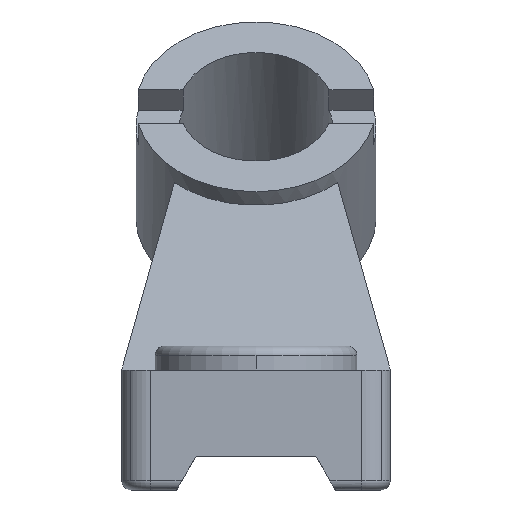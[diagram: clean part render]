
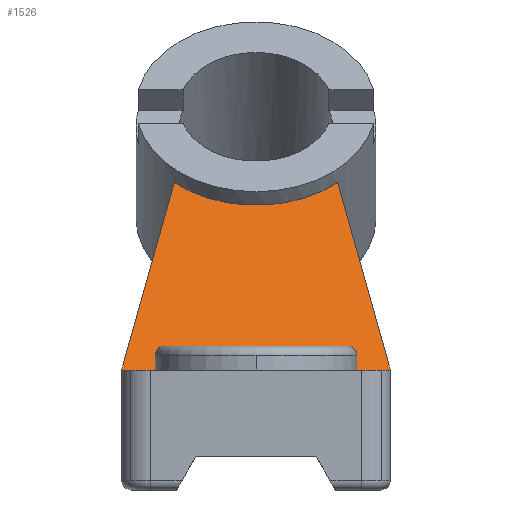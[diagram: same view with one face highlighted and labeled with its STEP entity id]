
A CAD part, front view. The second image highlights one B-rep face of the part: STEP entity #1526.
In plain terms, the highlighted planar face has unit normal (0, -0.707, 0.707).
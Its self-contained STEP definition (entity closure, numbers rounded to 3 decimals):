
#874=CARTESIAN_POINT('POINT62',(48.414,
   -13.263,4.414));
#875=VERTEX_POINT('VERTEX62',#874);
#884=CARTESIAN_POINT('POINT64',(47.,-12.678,5.));
#885=VERTEX_POINT('VERTEX64',#884);
#886=CARTESIAN_POINT('POS93',(47.,-14.678,3.));
#887=DIRECTION('DIR144',(0.,0.707,
   -0.707));
#888=DIRECTION('DIR145',(0.,0.707,
   0.707));
#889=AXIS2_PLACEMENT_3D('AXIS52',#886,#887,#888);
#890=ELLIPSE('ELLIPSE31',#889,2.828,2.);
#891=EDGE_CURVE('EDGE91',#885,#875,#890,.T.);
#924=CARTESIAN_POINT('POINT67',(9.,-12.678,5.));
#925=VERTEX_POINT('VERTEX67',#924);
#940=CARTESIAN_POINT('POS99',(17.5,-12.678,5.));
#941=DIRECTION('DIR154',(1.,0.,0.));
#942=VECTOR('VEC44',#941,1.);
#943=LINE('STRAIGHT44',#940,#942);
#944=EDGE_CURVE('EDGE96',#925,#885,#943,.T.);
#956=CARTESIAN_POINT('POINT69',(7.586,
   -13.263,4.414));
#957=VERTEX_POINT('VERTEX69',#956);
#972=CARTESIAN_POINT('POS103',(9.,-14.678,3.));
#973=DIRECTION('DIR160',(0.,0.707,
   -0.707));
#974=DIRECTION('DIR161',(0.,0.707,
   0.707));
#975=AXIS2_PLACEMENT_3D('AXIS58',#972,#973,#974);
#976=ELLIPSE('ELLIPSE35',#975,2.828,2.);
#977=EDGE_CURVE('EDGE99',#957,#925,#976,.T.);
#997=CARTESIAN_POINT('POINT70',(11.,21.361,
   39.039));
#998=VERTEX_POINT('VERTEX70',#997);
#1005=CARTESIAN_POINT('POINT71',(45.,21.361,
   39.039));
#1006=VERTEX_POINT('VERTEX71',#1005);
#1007=CARTESIAN_POINT('POS106',(28.,34.322,
   52.));
#1008=DIRECTION('DIR165',(0.,0.707,
   -0.707));
#1009=DIRECTION('DIR166',(1.,0.,0.));
#1010=AXIS2_PLACEMENT_3D('AXIS60',#1007,#1008,#1009);
#1011=CIRCLE('ELLIPSE36',#1010,25.);
#1012=EDGE_CURVE('EDGE101',#1006,#998,#1011,.T.);
#1026=CARTESIAN_POINT('POINT72',(56.,-17.678,0.));
#1027=VERTEX_POINT('VERTEX72',#1026);
#1028=CARTESIAN_POINT('POS108',(56.,-17.678,0.));
#1029=DIRECTION('DIR168',(-0.195,0.693,
   0.693));
#1030=VECTOR('VEC48',#1029,1.);
#1031=LINE('STRAIGHT48',#1028,#1030);
#1032=EDGE_CURVE('EDGE103',#1027,#1006,#1031,.T.);
#1049=CARTESIAN_POINT('POINT73',(7.,-14.678,3.));
#1050=VERTEX_POINT('VERTEX73',#1049);
#1051=EDGE_CURVE('EDGE105',#1050,#957,#976,.T.);
#1110=CARTESIAN_POINT('POINT77',(49.,-14.678,3.));
#1111=VERTEX_POINT('VERTEX77',#1110);
#1118=EDGE_CURVE('EDGE112',#875,#1111,#890,.T.);
#1384=CARTESIAN_POINT('POINT95',(0.,-17.678,0.));
#1385=VERTEX_POINT('VERTEX95',#1384);
#1392=CARTESIAN_POINT('POS147',(11.,21.361,
   39.039));
#1393=DIRECTION('DIR224',(-0.195,-0.693,
   -0.693));
#1394=VECTOR('VEC70',#1393,1.);
#1395=LINE('STRAIGHT70',#1392,#1394);
#1396=EDGE_CURVE('EDGE141',#998,#1385,#1395,.T.);
#1487=CARTESIAN_POINT('POINT100',(49.,-17.678,0.));
#1488=VERTEX_POINT('VERTEX100',#1487);
#1489=CARTESIAN_POINT('POS157',(49.,-1.499,
   16.179));
#1490=DIRECTION('DIR238',(0.,-0.707,
   -0.707));
#1491=VECTOR('VEC76',#1490,1.);
#1492=LINE('STRAIGHT76',#1489,#1491);
#1493=EDGE_CURVE('EDGE150',#1111,#1488,#1492,.T.);
#1494=ORIENTED_EDGE('COEDGE270',*,*,#1493,.T.);
#1495=CARTESIAN_POINT('POS158',(14.,-17.678,0.));
#1496=DIRECTION('DIR239',(-1.,0.,0.));
#1497=VECTOR('VEC77',#1496,1.);
#1498=LINE('STRAIGHT77',#1495,#1497);
#1499=EDGE_CURVE('EDGE151',#1027,#1488,#1498,.T.);
#1500=ORIENTED_EDGE('COEDGE271',*,*,#1499,.F.);
#1501=ORIENTED_EDGE('COEDGE272',*,*,#1032,.T.);
#1502=ORIENTED_EDGE('COEDGE273',*,*,#1012,.T.);
#1503=ORIENTED_EDGE('COEDGE274',*,*,#1396,.T.);
#1504=CARTESIAN_POINT('POINT101',(7.,-17.678,0.));
#1505=VERTEX_POINT('VERTEX101',#1504);
#1506=EDGE_CURVE('EDGE152',#1505,#1385,#1498,.T.);
#1507=ORIENTED_EDGE('COEDGE275',*,*,#1506,.F.);
#1508=CARTESIAN_POINT('POS159',(7.,-14.918,
   2.76));
#1509=DIRECTION('DIR240',(0.,0.707,
   0.707));
#1510=VECTOR('VEC78',#1509,1.);
#1511=LINE('STRAIGHT78',#1508,#1510);
#1512=EDGE_CURVE('EDGE153',#1505,#1050,#1511,.T.);
#1513=ORIENTED_EDGE('COEDGE276',*,*,#1512,.T.);
#1514=ORIENTED_EDGE('COEDGE277',*,*,#1051,.T.);
#1515=ORIENTED_EDGE('COEDGE278',*,*,#977,.T.);
#1516=ORIENTED_EDGE('COEDGE279',*,*,#944,.T.);
#1517=ORIENTED_EDGE('COEDGE280',*,*,#891,.T.);
#1518=ORIENTED_EDGE('COEDGE281',*,*,#1118,.T.);
#1519=EDGE_LOOP('NONE',(#1494,#1500,#1501,#1502,#1503,#1507,#1513,#1514,
   #1515,#1516,#1517,#1518));
#1520=FACE_BOUND('LOOP1',#1519,.T.);
#1521=CARTESIAN_POINT('POS160',(28.,1.842,
   19.519));
#1522=DIRECTION('DIR241',(0.,-0.707,
   0.707));
#1523=DIRECTION('DIR242',(1.,0.,0.));
#1524=AXIS2_PLACEMENT_3D('AXIS82',#1521,#1522,#1523);
#1525=PLANE('PLANE19',#1524);
#1526=ADVANCED_FACE('FACE54',(#1520),#1525,.T.);
